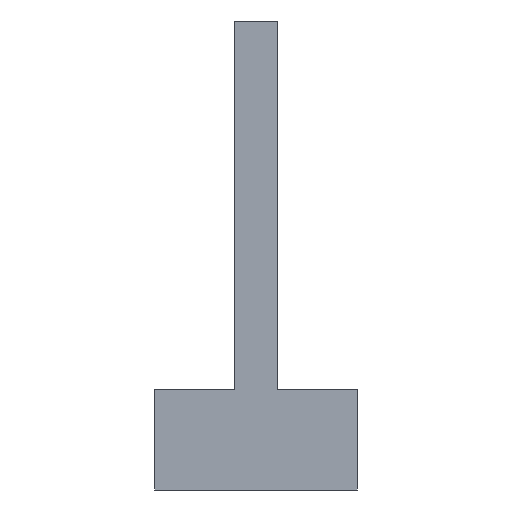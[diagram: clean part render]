
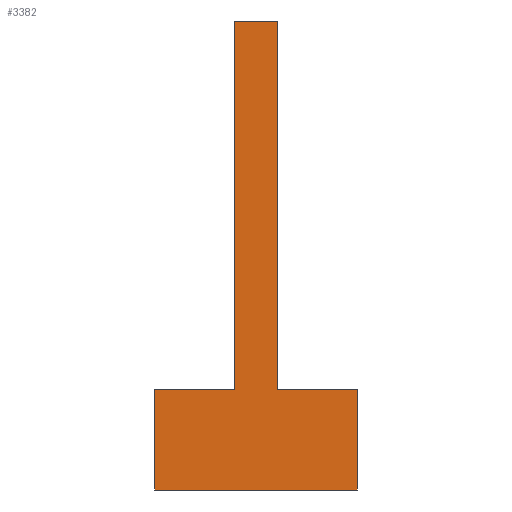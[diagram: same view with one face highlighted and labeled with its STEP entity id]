
A CAD part, left-side view. The second image highlights one B-rep face of the part: STEP entity #3382.
In plain terms, the highlighted planar face has unit normal (-1, 0, 0).
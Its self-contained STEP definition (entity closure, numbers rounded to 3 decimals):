
#93 = LINE ( 'NONE', #6085, #2150 ) ;
#288 = DIRECTION ( 'NONE',  ( 0., -1., 0. ) ) ;
#320 = LINE ( 'NONE', #5785, #6221 ) ;
#347 = LINE ( 'NONE', #1812, #8845 ) ;
#384 = DIRECTION ( 'NONE',  ( 0., 0., -1. ) ) ;
#630 = FACE_OUTER_BOUND ( 'NONE', #6652, .T. ) ;
#779 = ORIENTED_EDGE ( 'NONE', *, *, #5585, .F. ) ;
#824 = LINE ( 'NONE', #8526, #5760 ) ;
#949 = DIRECTION ( 'NONE',  ( 0., 0., -1. ) ) ;
#993 = CARTESIAN_POINT ( 'NONE',  ( -300.5, 23.5, 0. ) ) ;
#1301 = VECTOR ( 'NONE', #4101, 1000. ) ;
#1482 = ORIENTED_EDGE ( 'NONE', *, *, #1935, .T. ) ;
#1596 = AXIS2_PLACEMENT_3D ( 'NONE', #5326, #1882, #7264 ) ;
#1705 = CARTESIAN_POINT ( 'NONE',  ( -300.5, -23.5, 23.3 ) ) ;
#1784 = VERTEX_POINT ( 'NONE', #4143 ) ;
#1812 = CARTESIAN_POINT ( 'NONE',  ( -300.5, 5., 108.8 ) ) ;
#1882 = DIRECTION ( 'NONE',  ( 1., 0., 0. ) ) ;
#1935 = EDGE_CURVE ( 'NONE', #5076, #8770, #320, .T. ) ;
#2150 = VECTOR ( 'NONE', #5532, 1000. ) ;
#2442 = VECTOR ( 'NONE', #6543, 1000. ) ;
#2603 = VERTEX_POINT ( 'NONE', #4826 ) ;
#2664 = ORIENTED_EDGE ( 'NONE', *, *, #2885, .F. ) ;
#2668 = DIRECTION ( 'NONE',  ( 0., -1., 0. ) ) ;
#2671 = EDGE_CURVE ( 'NONE', #8770, #5051, #93, .T. ) ;
#2781 = CARTESIAN_POINT ( 'NONE',  ( -300.5, -23.5, 23.3 ) ) ;
#2885 = EDGE_CURVE ( 'NONE', #7791, #4448, #3105, .T. ) ;
#3105 = LINE ( 'NONE', #6823, #1301 ) ;
#3184 = EDGE_CURVE ( 'NONE', #7672, #5051, #5073, .T. ) ;
#3252 = CARTESIAN_POINT ( 'NONE',  ( -300.5, -23.5, 0. ) ) ;
#3309 = DIRECTION ( 'NONE',  ( 0., -1., 0. ) ) ;
#3361 = LINE ( 'NONE', #2781, #6834 ) ;
#3382 = ADVANCED_FACE ( 'NONE', ( #630 ), #3901, .F. ) ;
#3477 = LINE ( 'NONE', #4160, #5910 ) ;
#3901 = PLANE ( 'NONE',  #1596 ) ;
#4101 = DIRECTION ( 'NONE',  ( 0., 0., -1. ) ) ;
#4143 = CARTESIAN_POINT ( 'NONE',  ( -300.5, 5., 23.3 ) ) ;
#4160 = CARTESIAN_POINT ( 'NONE',  ( -300.5, -23.5, 23.3 ) ) ;
#4448 = VERTEX_POINT ( 'NONE', #5569 ) ;
#4506 = EDGE_CURVE ( 'NONE', #2603, #7791, #824, .T. ) ;
#4826 = CARTESIAN_POINT ( 'NONE',  ( -300.5, 5., 108.8 ) ) ;
#4887 = ORIENTED_EDGE ( 'NONE', *, *, #6461, .F. ) ;
#5051 = VERTEX_POINT ( 'NONE', #3252 ) ;
#5073 = LINE ( 'NONE', #1705, #2442 ) ;
#5076 = VERTEX_POINT ( 'NONE', #7300 ) ;
#5237 = CARTESIAN_POINT ( 'NONE',  ( -300.5, -23.5, 23.3 ) ) ;
#5326 = CARTESIAN_POINT ( 'NONE',  ( -300.5, -23.5, 23.3 ) ) ;
#5481 = ORIENTED_EDGE ( 'NONE', *, *, #4506, .F. ) ;
#5532 = DIRECTION ( 'NONE',  ( 0., -1., 0. ) ) ;
#5546 = CARTESIAN_POINT ( 'NONE',  ( -300.5, -5., 108.8 ) ) ;
#5569 = CARTESIAN_POINT ( 'NONE',  ( -300.5, -5., 23.3 ) ) ;
#5585 = EDGE_CURVE ( 'NONE', #4448, #7672, #3477, .T. ) ;
#5760 = VECTOR ( 'NONE', #288, 1000. ) ;
#5785 = CARTESIAN_POINT ( 'NONE',  ( -300.5, 23.5, 23.3 ) ) ;
#5910 = VECTOR ( 'NONE', #2668, 1000. ) ;
#5947 = ORIENTED_EDGE ( 'NONE', *, *, #8440, .T. ) ;
#6085 = CARTESIAN_POINT ( 'NONE',  ( -300.5, -23.5, 0. ) ) ;
#6221 = VECTOR ( 'NONE', #949, 1000. ) ;
#6277 = ORIENTED_EDGE ( 'NONE', *, *, #2671, .T. ) ;
#6461 = EDGE_CURVE ( 'NONE', #5076, #1784, #3361, .T. ) ;
#6543 = DIRECTION ( 'NONE',  ( 0., 0., -1. ) ) ;
#6652 = EDGE_LOOP ( 'NONE', ( #6277, #6755, #779, #2664, #5481, #5947, #4887, #1482 ) ) ;
#6755 = ORIENTED_EDGE ( 'NONE', *, *, #3184, .F. ) ;
#6823 = CARTESIAN_POINT ( 'NONE',  ( -300.5, -5., 108.8 ) ) ;
#6834 = VECTOR ( 'NONE', #3309, 1000. ) ;
#7264 = DIRECTION ( 'NONE',  ( 0., 0., -1. ) ) ;
#7300 = CARTESIAN_POINT ( 'NONE',  ( -300.5, 23.5, 23.3 ) ) ;
#7672 = VERTEX_POINT ( 'NONE', #5237 ) ;
#7791 = VERTEX_POINT ( 'NONE', #5546 ) ;
#8440 = EDGE_CURVE ( 'NONE', #2603, #1784, #347, .T. ) ;
#8526 = CARTESIAN_POINT ( 'NONE',  ( -300.5, 5., 108.8 ) ) ;
#8770 = VERTEX_POINT ( 'NONE', #993 ) ;
#8845 = VECTOR ( 'NONE', #384, 1000. ) ;
